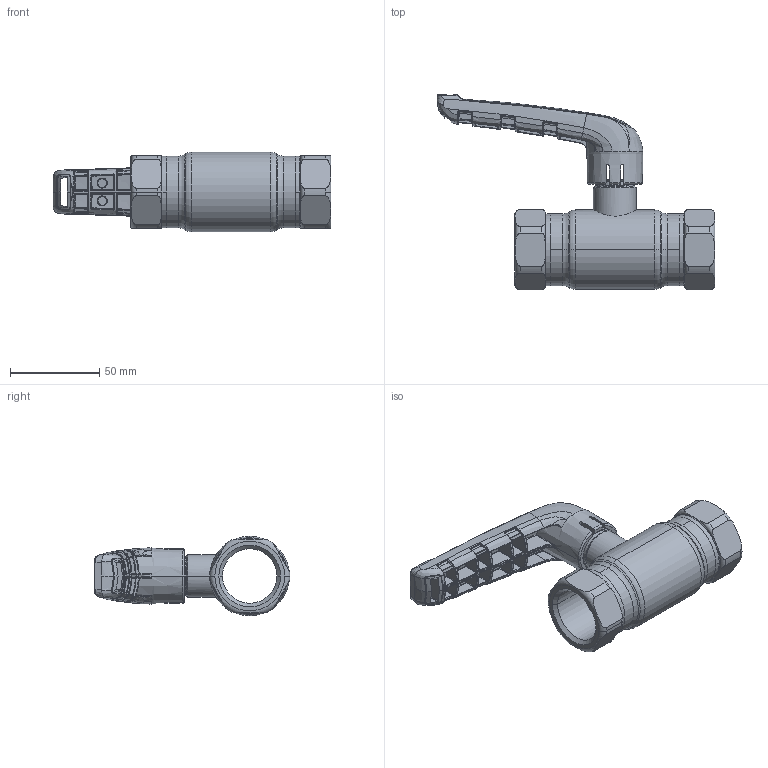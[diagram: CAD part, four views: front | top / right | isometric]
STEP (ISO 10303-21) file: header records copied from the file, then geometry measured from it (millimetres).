
FILE_DESCRIPTION (( 'STEP AP214' ), '1' );
FILE_NAME ('2025002000-xxxx.step', '2019-05-10T06:50:57', ( '' ), ( '' ), 'SwSTEP 2.0', 'SolidWorks 2017', '' );
FILE_SCHEMA (( 'AUTOMOTIVE_DESIGN' ));
Length unit declared in the file: millimetre
Products named in the file (1): 2025002000-xxxx
Bounding box: 155.57 x 109.61 x 44.5 mm (x, y, z)
Surface area: 41099.9 mm2 (no closed solid volume)
Topology: 0 solids, 9 shells, 776 faces, 2365 edges, 1497 vertices
Faces by surface type: bspline 593, plane 67, cylinder 52, torus 39, cone 19, sphere 6
Entity records: 59084 total; most frequent: CARTESIAN_POINT 34918, ORIENTED_EDGE 4009, EDGE_CURVE 2363, DIRECTION 1709, B_SPLINE_CURVE_WITH_KNOTS 1606, VERTEX_POINT 1499, EDGE_LOOP 793, UNCERTAINTY_MEASURE_WITH_UNIT 778
